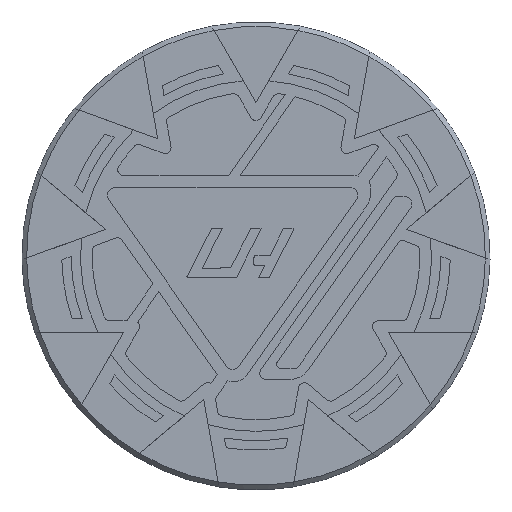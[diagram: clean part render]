
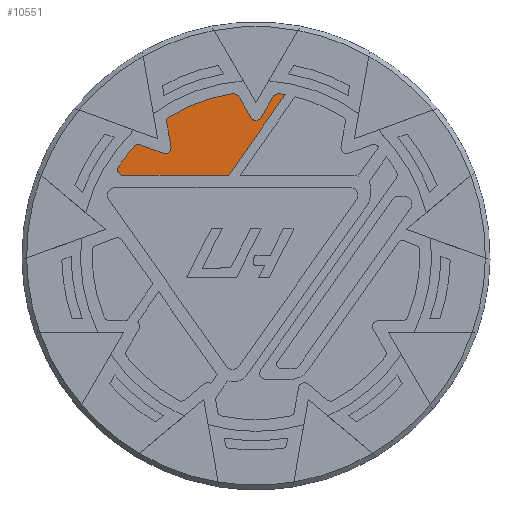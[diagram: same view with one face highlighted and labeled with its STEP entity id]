
A CAD part, top view. The second image highlights one B-rep face of the part: STEP entity #10551.
In plain terms, the highlighted planar face has unit normal (0, 0, 1).
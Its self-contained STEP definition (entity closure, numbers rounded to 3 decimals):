
#641=PLANE('',#11571);
#1303=LINE('',#17667,#2214);
#1304=LINE('',#17670,#2215);
#1306=LINE('',#17678,#2217);
#1307=LINE('',#17682,#2218);
#1308=LINE('',#17690,#2219);
#1309=LINE('',#17694,#2220);
#2214=VECTOR('',#13605,10.);
#2215=VECTOR('',#13608,10.);
#2217=VECTOR('',#13616,10.);
#2218=VECTOR('',#13619,10.);
#2219=VECTOR('',#13626,10.);
#2220=VECTOR('',#13629,10.);
#3142=FACE_OUTER_BOUND('',#3784,.T.);
#3784=EDGE_LOOP('',(#8896,#8897,#8898,#8899,#8900,#8901,#8902,#8903,#8904,
#8905,#8906,#8907,#8908,#8909,#8910,#8911));
#4286=CIRCLE('',#11555,0.5);
#4297=CIRCLE('',#11568,14.);
#4298=CIRCLE('',#11572,14.);
#4299=CIRCLE('',#11573,0.5);
#4300=CIRCLE('',#11574,0.5);
#4301=CIRCLE('',#11575,0.5);
#4302=CIRCLE('',#11576,14.);
#4303=CIRCLE('',#11577,0.5);
#4304=CIRCLE('',#11578,0.5);
#4305=CIRCLE('',#11579,0.5);
#5115=VERTEX_POINT('',#17622);
#5116=VERTEX_POINT('',#17623);
#5133=VERTEX_POINT('',#17661);
#5134=VERTEX_POINT('',#17665);
#5135=VERTEX_POINT('',#17669);
#5136=VERTEX_POINT('',#17673);
#5137=VERTEX_POINT('',#17675);
#5138=VERTEX_POINT('',#17677);
#5139=VERTEX_POINT('',#17679);
#5140=VERTEX_POINT('',#17681);
#5141=VERTEX_POINT('',#17683);
#5142=VERTEX_POINT('',#17685);
#5143=VERTEX_POINT('',#17687);
#5144=VERTEX_POINT('',#17689);
#5145=VERTEX_POINT('',#17691);
#5146=VERTEX_POINT('',#17693);
#6437=EDGE_CURVE('',#5115,#5116,#4286,.T.);
#6456=EDGE_CURVE('',#5133,#5116,#4297,.T.);
#6459=EDGE_CURVE('',#5115,#5134,#1303,.F.);
#6460=EDGE_CURVE('',#5134,#5135,#1304,.T.);
#6462=EDGE_CURVE('',#5135,#5136,#4298,.T.);
#6463=EDGE_CURVE('',#5137,#5136,#4299,.T.);
#6464=EDGE_CURVE('',#5137,#5138,#1306,.T.);
#6465=EDGE_CURVE('',#5139,#5138,#4300,.T.);
#6466=EDGE_CURVE('',#5139,#5140,#1307,.T.);
#6467=EDGE_CURVE('',#5141,#5140,#4301,.T.);
#6468=EDGE_CURVE('',#5141,#5142,#4302,.T.);
#6469=EDGE_CURVE('',#5143,#5142,#4303,.T.);
#6470=EDGE_CURVE('',#5143,#5144,#1308,.T.);
#6471=EDGE_CURVE('',#5145,#5144,#4304,.T.);
#6472=EDGE_CURVE('',#5145,#5146,#1309,.T.);
#6473=EDGE_CURVE('',#5133,#5146,#4305,.T.);
#8896=ORIENTED_EDGE('',*,*,#6437,.F.);
#8897=ORIENTED_EDGE('',*,*,#6459,.T.);
#8898=ORIENTED_EDGE('',*,*,#6460,.T.);
#8899=ORIENTED_EDGE('',*,*,#6462,.T.);
#8900=ORIENTED_EDGE('',*,*,#6463,.F.);
#8901=ORIENTED_EDGE('',*,*,#6464,.T.);
#8902=ORIENTED_EDGE('',*,*,#6465,.F.);
#8903=ORIENTED_EDGE('',*,*,#6466,.T.);
#8904=ORIENTED_EDGE('',*,*,#6467,.F.);
#8905=ORIENTED_EDGE('',*,*,#6468,.T.);
#8906=ORIENTED_EDGE('',*,*,#6469,.F.);
#8907=ORIENTED_EDGE('',*,*,#6470,.T.);
#8908=ORIENTED_EDGE('',*,*,#6471,.F.);
#8909=ORIENTED_EDGE('',*,*,#6472,.T.);
#8910=ORIENTED_EDGE('',*,*,#6473,.F.);
#8911=ORIENTED_EDGE('',*,*,#6456,.T.);
#10551=ADVANCED_FACE('',(#3142),#641,.T.);
#11555=AXIS2_PLACEMENT_3D('',#17624,#13565,#13566);
#11568=AXIS2_PLACEMENT_3D('',#17662,#13599,#13600);
#11571=AXIS2_PLACEMENT_3D('',#17672,#13610,#13611);
#11572=AXIS2_PLACEMENT_3D('',#17674,#13612,#13613);
#11573=AXIS2_PLACEMENT_3D('',#17676,#13614,#13615);
#11574=AXIS2_PLACEMENT_3D('',#17680,#13617,#13618);
#11575=AXIS2_PLACEMENT_3D('',#17684,#13620,#13621);
#11576=AXIS2_PLACEMENT_3D('',#17686,#13622,#13623);
#11577=AXIS2_PLACEMENT_3D('',#17688,#13624,#13625);
#11578=AXIS2_PLACEMENT_3D('',#17692,#13627,#13628);
#11579=AXIS2_PLACEMENT_3D('',#17695,#13630,#13631);
#13565=DIRECTION('center_axis',(0.,0.,-1.));
#13566=DIRECTION('ref_axis',(-0.879,-0.476,0.));
#13599=DIRECTION('center_axis',(0.,0.,1.));
#13600=DIRECTION('ref_axis',(-0.728,0.686,0.));
#13605=DIRECTION('',(-1.,0.,0.));
#13608=DIRECTION('',(0.573,0.82,0.));
#13610=DIRECTION('center_axis',(0.,0.,1.));
#13611=DIRECTION('ref_axis',(-1.,0.,0.));
#13612=DIRECTION('center_axis',(0.,0.,1.));
#13613=DIRECTION('ref_axis',(0.549,0.836,0.));
#13614=DIRECTION('center_axis',(0.,0.,-1.));
#13615=DIRECTION('ref_axis',(-0.438,0.899,0.));
#13616=DIRECTION('',(-0.5,-0.866,0.));
#13617=DIRECTION('center_axis',(0.,0.,1.));
#13618=DIRECTION('ref_axis',(0.,-1.,0.));
#13619=DIRECTION('',(-0.5,0.866,0.));
#13620=DIRECTION('center_axis',(0.,0.,-1.));
#13621=DIRECTION('ref_axis',(0.438,0.899,0.));
#13622=DIRECTION('center_axis',(0.,0.,1.));
#13623=DIRECTION('ref_axis',(-0.117,0.993,0.));
#13624=DIRECTION('center_axis',(0.,0.,-1.));
#13625=DIRECTION('ref_axis',(-0.913,0.408,0.));
#13626=DIRECTION('',(0.174,-0.985,0.));
#13627=DIRECTION('center_axis',(0.,0.,1.));
#13628=DIRECTION('ref_axis',(0.643,-0.766,0.));
#13629=DIRECTION('',(-0.94,0.342,0.));
#13630=DIRECTION('center_axis',(0.,0.,-1.));
#13631=DIRECTION('ref_axis',(-0.243,0.97,0.));
#17622=CARTESIAN_POINT('',(-11.309,6.872,3.5));
#17623=CARTESIAN_POINT('',(-11.728,7.645,3.5));
#17624=CARTESIAN_POINT('Origin',(-11.309,7.372,3.5));
#17661=CARTESIAN_POINT('',(-10.42,9.35,3.5));
#17662=CARTESIAN_POINT('Origin',(0.,0.,3.5));
#17665=CARTESIAN_POINT('',(-2.338,6.872,3.5));
#17667=CARTESIAN_POINT('',(-6.177,6.872,3.5));
#17669=CARTESIAN_POINT('',(2.49,13.777,3.5));
#17670=CARTESIAN_POINT('',(-4.895,3.215,3.5));
#17672=CARTESIAN_POINT('Origin',(0.,-0.02,3.5));
#17673=CARTESIAN_POINT('',(1.971,13.86,3.5));
#17674=CARTESIAN_POINT('Origin',(0.,0.,3.5));
#17675=CARTESIAN_POINT('',(1.468,13.616,3.5));
#17676=CARTESIAN_POINT('Origin',(1.901,13.365,3.5));
#17677=CARTESIAN_POINT('',(0.432,11.822,3.5));
#17678=CARTESIAN_POINT('',(1.635,13.904,3.5));
#17679=CARTESIAN_POINT('',(-0.434,11.822,3.5));
#17680=CARTESIAN_POINT('Origin',(-0.001,12.072,
3.5));
#17681=CARTESIAN_POINT('',(-1.469,13.615,3.5));
#17682=CARTESIAN_POINT('',(-0.001,11.072,3.5));
#17683=CARTESIAN_POINT('',(-1.973,13.86,3.5));
#17684=CARTESIAN_POINT('Origin',(-1.902,13.365,3.5));
#17685=CARTESIAN_POINT('',(-7.399,11.885,3.5));
#17686=CARTESIAN_POINT('Origin',(0.,0.,3.5));
#17687=CARTESIAN_POINT('',(-7.627,11.374,3.5));
#17688=CARTESIAN_POINT('Origin',(-7.135,11.461,3.5));
#17689=CARTESIAN_POINT('',(-7.268,9.334,3.5));
#17690=CARTESIAN_POINT('',(-7.685,11.702,3.5));
#17691=CARTESIAN_POINT('',(-7.931,8.777,3.5));
#17692=CARTESIAN_POINT('Origin',(-7.76,9.247,3.5));
#17693=CARTESIAN_POINT('',(-9.877,9.486,3.5));
#17694=CARTESIAN_POINT('',(-7.118,8.481,3.5));
#17695=CARTESIAN_POINT('Origin',(-10.048,9.016,3.5));
